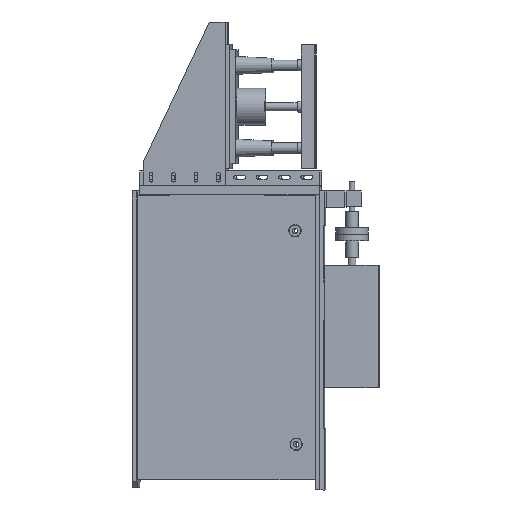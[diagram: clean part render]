
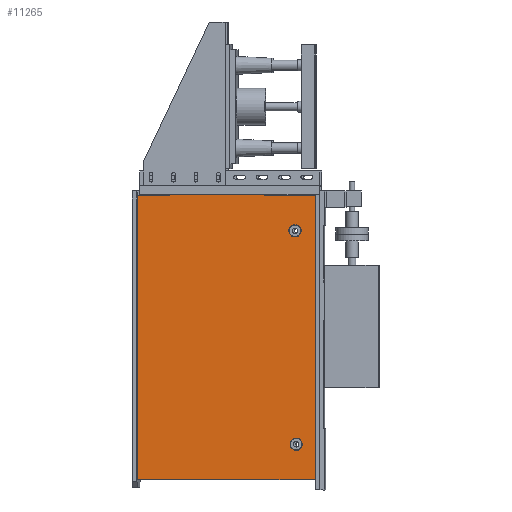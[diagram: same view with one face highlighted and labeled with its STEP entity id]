
A CAD part, left-side view. The second image highlights one B-rep face of the part: STEP entity #11265.
In plain terms, the highlighted face is planar.
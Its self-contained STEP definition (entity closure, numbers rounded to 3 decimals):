
#115=FACE_BOUND('',#1376,.T.);
#116=FACE_BOUND('',#1377,.T.);
#341=PLANE('',#12148);
#783=FACE_OUTER_BOUND('',#1375,.T.);
#1375=EDGE_LOOP('',(#7987,#7988,#7989,#7990,#7991,#7992,#7993,#7994));
#1376=EDGE_LOOP('',(#7995));
#1377=EDGE_LOOP('',(#7996));
#2157=LINE('',#16400,#3447);
#2178=LINE('',#16442,#3468);
#2187=LINE('',#16461,#3477);
#2196=LINE('',#16477,#3486);
#2202=LINE('',#16489,#3492);
#2203=LINE('',#16491,#3493);
#2204=LINE('',#16493,#3494);
#2205=LINE('',#16494,#3495);
#3447=VECTOR('',#13223,10.);
#3468=VECTOR('',#13258,10.);
#3477=VECTOR('',#13273,10.);
#3486=VECTOR('',#13286,10.);
#3492=VECTOR('',#13294,10.);
#3493=VECTOR('',#13295,10.);
#3494=VECTOR('',#13296,10.);
#3495=VECTOR('',#13297,10.);
#4742=CIRCLE('',#12115,30.);
#4747=CIRCLE('',#12123,30.);
#5092=VERTEX_POINT('',#16336);
#5097=VERTEX_POINT('',#16351);
#5114=VERTEX_POINT('',#16397);
#5115=VERTEX_POINT('',#16399);
#5129=VERTEX_POINT('',#16441);
#5136=VERTEX_POINT('',#16460);
#5141=VERTEX_POINT('',#16476);
#5146=VERTEX_POINT('',#16488);
#5147=VERTEX_POINT('',#16490);
#5148=VERTEX_POINT('',#16492);
#6194=EDGE_CURVE('',#5092,#5092,#4742,.T.);
#6201=EDGE_CURVE('',#5097,#5097,#4747,.T.);
#6223=EDGE_CURVE('',#5114,#5115,#2157,.T.);
#6244=EDGE_CURVE('',#5129,#5115,#2178,.T.);
#6253=EDGE_CURVE('',#5136,#5129,#2187,.T.);
#6262=EDGE_CURVE('',#5141,#5136,#2196,.T.);
#6268=EDGE_CURVE('',#5146,#5114,#2202,.T.);
#6269=EDGE_CURVE('',#5146,#5147,#2203,.T.);
#6270=EDGE_CURVE('',#5147,#5148,#2204,.T.);
#6271=EDGE_CURVE('',#5148,#5141,#2205,.T.);
#7987=ORIENTED_EDGE('',*,*,#6253,.T.);
#7988=ORIENTED_EDGE('',*,*,#6244,.T.);
#7989=ORIENTED_EDGE('',*,*,#6223,.F.);
#7990=ORIENTED_EDGE('',*,*,#6268,.F.);
#7991=ORIENTED_EDGE('',*,*,#6269,.T.);
#7992=ORIENTED_EDGE('',*,*,#6270,.T.);
#7993=ORIENTED_EDGE('',*,*,#6271,.T.);
#7994=ORIENTED_EDGE('',*,*,#6262,.T.);
#7995=ORIENTED_EDGE('',*,*,#6194,.T.);
#7996=ORIENTED_EDGE('',*,*,#6201,.T.);
#11265=ADVANCED_FACE('',(#783,#115,#116),#341,.T.);
#12115=AXIS2_PLACEMENT_3D('',#16338,#13163,#13164);
#12123=AXIS2_PLACEMENT_3D('',#16353,#13181,#13182);
#12148=AXIS2_PLACEMENT_3D('',#16487,#13292,#13293);
#13163=DIRECTION('center_axis',(0.,-1.,0.));
#13164=DIRECTION('ref_axis',(1.,0.,0.));
#13181=DIRECTION('center_axis',(0.,-1.,0.));
#13182=DIRECTION('ref_axis',(1.,0.,0.));
#13223=DIRECTION('',(-1.,0.,0.));
#13258=DIRECTION('',(0.,0.,1.));
#13273=DIRECTION('',(1.,0.,0.));
#13286=DIRECTION('',(0.,0.,1.));
#13292=DIRECTION('center_axis',(0.,1.,0.));
#13293=DIRECTION('ref_axis',(-1.,0.,0.));
#13294=DIRECTION('',(0.,0.,1.));
#13295=DIRECTION('',(-1.,0.,0.));
#13296=DIRECTION('',(0.,0.,1.));
#13297=DIRECTION('',(-1.,0.,0.));
#16336=CARTESIAN_POINT('',(151.,502.,99.));
#16338=CARTESIAN_POINT('Origin',(181.,502.,99.));
#16351=CARTESIAN_POINT('',(1197.,502.,93.));
#16353=CARTESIAN_POINT('Origin',(1227.,502.,93.));
#16397=CARTESIAN_POINT('',(1402.,502.,872.));
#16399=CARTESIAN_POINT('',(7.,502.,872.));
#16400=CARTESIAN_POINT('',(1402.,502.,872.));
#16441=CARTESIAN_POINT('',(7.,502.,712.));
#16442=CARTESIAN_POINT('',(7.,502.,436.));
#16460=CARTESIAN_POINT('',(0.,502.,712.));
#16461=CARTESIAN_POINT('',(699.25,502.,712.));
#16476=CARTESIAN_POINT('',(0.,502.,247.));
#16477=CARTESIAN_POINT('',(0.,502.,0.));
#16487=CARTESIAN_POINT('Origin',(1402.,502.,0.));
#16488=CARTESIAN_POINT('',(1402.,502.,0.));
#16489=CARTESIAN_POINT('',(1402.,502.,0.));
#16490=CARTESIAN_POINT('',(7.,502.,0.));
#16491=CARTESIAN_POINT('',(1402.,502.,0.));
#16492=CARTESIAN_POINT('',(7.,502.,247.));
#16493=CARTESIAN_POINT('',(7.,502.,0.));
#16494=CARTESIAN_POINT('',(699.25,502.,247.));
